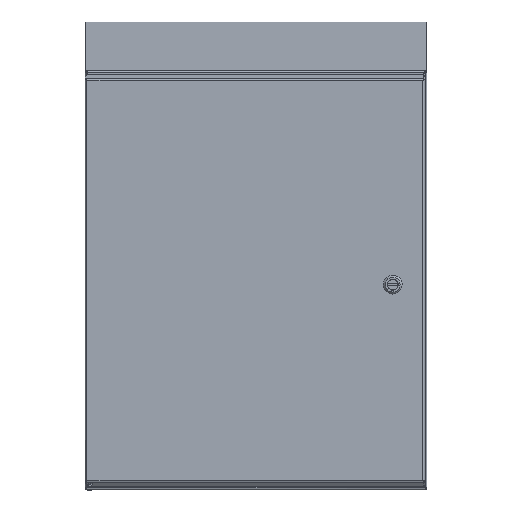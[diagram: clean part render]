
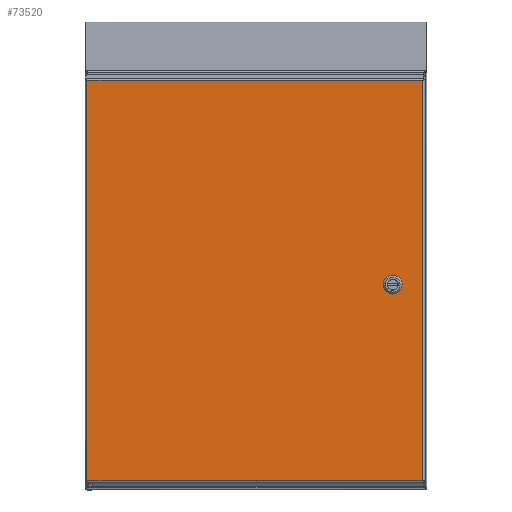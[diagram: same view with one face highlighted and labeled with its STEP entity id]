
A CAD part, top view. The second image highlights one B-rep face of the part: STEP entity #73520.
In plain terms, the highlighted planar face has unit normal (0, 0, 1).
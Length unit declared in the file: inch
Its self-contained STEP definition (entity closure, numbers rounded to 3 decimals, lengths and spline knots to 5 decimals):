
#258 = CARTESIAN_POINT ( 'NONE',  ( 9.77107, -1.41683, 8.8865 ) ) ;
#341 = ORIENTED_EDGE ( 'NONE', *, *, #61115, .T. ) ;
#1890 = CARTESIAN_POINT ( 'NONE',  ( -0.06118, 10.30634, 8.8865 ) ) ;
#3242 = DIRECTION ( 'NONE',  ( -1., 0., 0. ) ) ;
#4640 = CIRCLE ( 'NONE', #86514, 0.453 ) ;
#5020 = LINE ( 'NONE', #66781, #56577 ) ;
#5244 = CARTESIAN_POINT ( 'NONE',  ( 8.40082, -1.45327, 8.8865 ) ) ;
#5769 = AXIS2_PLACEMENT_3D ( 'NONE', #82560, #41934, #15782 ) ;
#6194 = CARTESIAN_POINT ( 'NONE',  ( 7.78782, -1.26733, 8.8865 ) ) ;
#7456 = DIRECTION ( 'NONE',  ( 1., 0., 0. ) ) ;
#8031 = VERTEX_POINT ( 'NONE', #78281 ) ;
#9251 = DIRECTION ( 'NONE',  ( 0., -1., 0. ) ) ;
#9269 = DIRECTION ( 'NONE',  ( 0., 0., -1. ) ) ;
#10252 = VERTEX_POINT ( 'NONE', #6194 ) ;
#10778 = VERTEX_POINT ( 'NONE', #5244 ) ;
#10994 = VERTEX_POINT ( 'NONE', #81957 ) ;
#11726 = DIRECTION ( 'NONE',  ( 0., -1., 0. ) ) ;
#12312 = DIRECTION ( 'NONE',  ( 0., 1., 0. ) ) ;
#14275 = VECTOR ( 'NONE', #3242, 39.37008 ) ;
#15007 = FACE_BOUND ( 'NONE', #70048, .T. ) ;
#15782 = DIRECTION ( 'NONE',  ( 1., 0., 0. ) ) ;
#16121 = VECTOR ( 'NONE', #38285, 39.37008 ) ;
#16448 = LINE ( 'NONE', #64133, #14275 ) ;
#16841 = CARTESIAN_POINT ( 'NONE',  ( -9.89343, -13.14001, 8.8865 ) ) ;
#18768 = LINE ( 'NONE', #43350, #46081 ) ;
#20299 = EDGE_CURVE ( 'NONE', #10252, #38866, #32983, .T. ) ;
#20675 = EDGE_CURVE ( 'NONE', #84022, #25762, #63511, .T. ) ;
#21326 = LINE ( 'NONE', #1890, #16121 ) ;
#22305 = VECTOR ( 'NONE', #11726, 39.37008 ) ;
#22954 = CARTESIAN_POINT ( 'NONE',  ( 9.77107, 10.30634, 8.8865 ) ) ;
#23106 = CARTESIAN_POINT ( 'NONE',  ( 8.00129, -1.66688, 8.8865 ) ) ;
#23203 = ORIENTED_EDGE ( 'NONE', *, *, #20675, .T. ) ;
#24134 = DIRECTION ( 'NONE',  ( -1., 0., 0. ) ) ;
#24280 = CARTESIAN_POINT ( 'NONE',  ( 9.77107, -13.14001, 8.8865 ) ) ;
#25561 = ORIENTED_EDGE ( 'NONE', *, *, #68297, .T. ) ;
#25762 = VERTEX_POINT ( 'NONE', #50176 ) ;
#27371 = ORIENTED_EDGE ( 'NONE', *, *, #30769, .T. ) ;
#27482 = CARTESIAN_POINT ( 'NONE',  ( 8.21494, -1.26733, 8.8865 ) ) ;
#28626 = ORIENTED_EDGE ( 'NONE', *, *, #48637, .T. ) ;
#29092 = VECTOR ( 'NONE', #78600, 39.37008 ) ;
#30640 = AXIS2_PLACEMENT_3D ( 'NONE', #33585, #80636, #80334 ) ;
#30769 = EDGE_CURVE ( 'NONE', #38866, #10778, #4640, .T. ) ;
#30927 = CIRCLE ( 'NONE', #32949, 0.453 ) ;
#32454 = ORIENTED_EDGE ( 'NONE', *, *, #36594, .T. ) ;
#32949 = AXIS2_PLACEMENT_3D ( 'NONE', #67770, #33884, #54113 ) ;
#32983 = LINE ( 'NONE', #74914, #56062 ) ;
#33585 = CARTESIAN_POINT ( 'NONE',  ( 8.00132, -1.66683, 8.8865 ) ) ;
#33884 = DIRECTION ( 'NONE',  ( 0., 0., -1. ) ) ;
#36594 = EDGE_CURVE ( 'NONE', #55839, #59677, #21326, .T. ) ;
#36991 = CARTESIAN_POINT ( 'NONE',  ( 8.40082, -1.8804, 8.8865 ) ) ;
#38285 = DIRECTION ( 'NONE',  ( -1., 0., 0. ) ) ;
#38866 = VERTEX_POINT ( 'NONE', #27482 ) ;
#40896 = VECTOR ( 'NONE', #81144, 39.37008 ) ;
#41934 = DIRECTION ( 'NONE',  ( 0., 0., 1. ) ) ;
#42072 = CIRCLE ( 'NONE', #49292, 0.453 ) ;
#43350 = CARTESIAN_POINT ( 'NONE',  ( -9.89343, -1.41683, 8.8865 ) ) ;
#43627 = EDGE_CURVE ( 'NONE', #25762, #8031, #5020, .T. ) ;
#45278 = EDGE_CURVE ( 'NONE', #50662, #66527, #64918, .T. ) ;
#46081 = VECTOR ( 'NONE', #9251, 39.37008 ) ;
#48637 = EDGE_CURVE ( 'NONE', #8031, #10252, #42072, .T. ) ;
#49292 = AXIS2_PLACEMENT_3D ( 'NONE', #23106, #9269, #56300 ) ;
#50176 = CARTESIAN_POINT ( 'NONE',  ( 7.60182, -1.8804, 8.8865 ) ) ;
#50662 = VERTEX_POINT ( 'NONE', #16841 ) ;
#51750 = LINE ( 'NONE', #86731, #22305 ) ;
#52500 = EDGE_LOOP ( 'NONE', ( #32454, #77353, #66189, #73794 ) ) ;
#54113 = DIRECTION ( 'NONE',  ( -1., 0., 0. ) ) ;
#55839 = VERTEX_POINT ( 'NONE', #22954 ) ;
#56062 = VECTOR ( 'NONE', #7456, 39.37008 ) ;
#56300 = DIRECTION ( 'NONE',  ( -1., 0., 0. ) ) ;
#56577 = VECTOR ( 'NONE', #12312, 39.37008 ) ;
#56667 = ORIENTED_EDGE ( 'NONE', *, *, #81076, .T. ) ;
#56679 = LINE ( 'NONE', #258, #40896 ) ;
#59677 = VERTEX_POINT ( 'NONE', #60886 ) ;
#60886 = CARTESIAN_POINT ( 'NONE',  ( -9.89343, 10.30634, 8.8865 ) ) ;
#61115 = EDGE_CURVE ( 'NONE', #10778, #76300, #51750, .T. ) ;
#63511 = CIRCLE ( 'NONE', #30640, 0.453 ) ;
#63656 = CARTESIAN_POINT ( 'NONE',  ( 7.78776, -2.06633, 8.8865 ) ) ;
#64133 = CARTESIAN_POINT ( 'NONE',  ( 7.78776, -2.06633, 8.8865 ) ) ;
#64201 = DIRECTION ( 'NONE',  ( 0., 0., -1. ) ) ;
#64918 = LINE ( 'NONE', #65124, #29092 ) ;
#65124 = CARTESIAN_POINT ( 'NONE',  ( -0.06118, -13.14001, 8.8865 ) ) ;
#66189 = ORIENTED_EDGE ( 'NONE', *, *, #45278, .T. ) ;
#66527 = VERTEX_POINT ( 'NONE', #24280 ) ;
#66781 = CARTESIAN_POINT ( 'NONE',  ( 7.60182, -1.45327, 8.8865 ) ) ;
#67060 = ORIENTED_EDGE ( 'NONE', *, *, #20299, .T. ) ;
#67770 = CARTESIAN_POINT ( 'NONE',  ( 8.00132, -1.66683, 8.8865 ) ) ;
#68297 = EDGE_CURVE ( 'NONE', #76300, #10994, #30927, .T. ) ;
#70048 = EDGE_LOOP ( 'NONE', ( #28626, #67060, #27371, #341, #25561, #56667, #23203, #78229 ) ) ;
#71289 = CARTESIAN_POINT ( 'NONE',  ( 8.00129, -1.66679, 8.8865 ) ) ;
#73520 = ADVANCED_FACE ( 'NONE', ( #15007, #82385 ), #75548, .T. ) ;
#73794 = ORIENTED_EDGE ( 'NONE', *, *, #76541, .T. ) ;
#74914 = CARTESIAN_POINT ( 'NONE',  ( 8.21494, -1.26733, 8.8865 ) ) ;
#75548 = PLANE ( 'NONE',  #5769 ) ;
#76300 = VERTEX_POINT ( 'NONE', #36991 ) ;
#76541 = EDGE_CURVE ( 'NONE', #66527, #55839, #56679, .T. ) ;
#77353 = ORIENTED_EDGE ( 'NONE', *, *, #80543, .T. ) ;
#78229 = ORIENTED_EDGE ( 'NONE', *, *, #43627, .T. ) ;
#78281 = CARTESIAN_POINT ( 'NONE',  ( 7.60182, -1.45327, 8.8865 ) ) ;
#78600 = DIRECTION ( 'NONE',  ( 1., 0., 0. ) ) ;
#80334 = DIRECTION ( 'NONE',  ( -1., 0., 0. ) ) ;
#80543 = EDGE_CURVE ( 'NONE', #59677, #50662, #18768, .T. ) ;
#80636 = DIRECTION ( 'NONE',  ( 0., 0., -1. ) ) ;
#81076 = EDGE_CURVE ( 'NONE', #10994, #84022, #16448, .T. ) ;
#81144 = DIRECTION ( 'NONE',  ( 0., 1., 0. ) ) ;
#81957 = CARTESIAN_POINT ( 'NONE',  ( 8.21488, -2.06633, 8.8865 ) ) ;
#82385 = FACE_OUTER_BOUND ( 'NONE', #52500, .T. ) ;
#82560 = CARTESIAN_POINT ( 'NONE',  ( -0.06118, -1.41683, 8.8865 ) ) ;
#84022 = VERTEX_POINT ( 'NONE', #63656 ) ;
#86514 = AXIS2_PLACEMENT_3D ( 'NONE', #71289, #64201, #24134 ) ;
#86731 = CARTESIAN_POINT ( 'NONE',  ( 8.40082, -1.8804, 8.8865 ) ) ;
